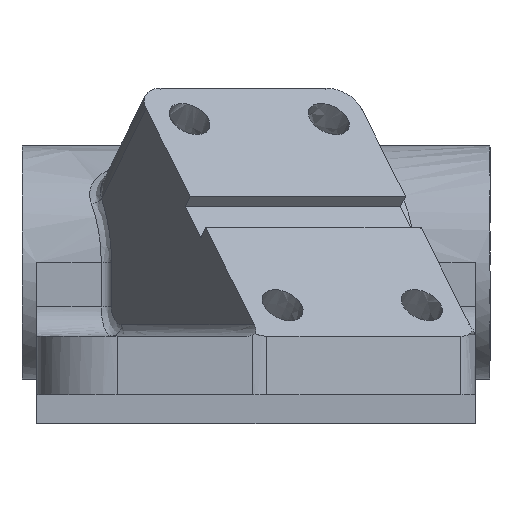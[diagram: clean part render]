
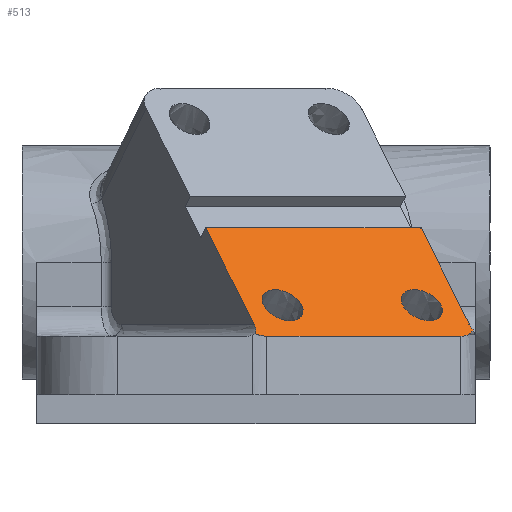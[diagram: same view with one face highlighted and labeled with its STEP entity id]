
A CAD part, front view. The second image highlights one B-rep face of the part: STEP entity #513.
In plain terms, the highlighted free-form (B-spline) face has degree [1, 1] with [2, 2] control points.
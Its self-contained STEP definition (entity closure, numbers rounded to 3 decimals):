
#513 = ADVANCED_FACE('',(#514,#528,#590),#604,.T.);
#514 = FACE_BOUND('',#515,.T.);
#515 = EDGE_LOOP('',(#516));
#516 = ORIENTED_EDGE('',*,*,#517,.T.);
#517 = EDGE_CURVE('',#518,#518,#520,.T.);
#518 = VERTEX_POINT('',#519);
#519 = CARTESIAN_POINT('',(30.839,-49.752,
    19.413));
#520 = ( BOUNDED_CURVE() B_SPLINE_CURVE(2,(#521,#522,#523,#524,#525,#526
,#527),.UNSPECIFIED.,.T.,.F.) B_SPLINE_CURVE_WITH_KNOTS((1,2,2,2,2,1),(
    -2.094,0.,2.094,4.189,6.283,
8.378),.UNSPECIFIED.) CURVE() GEOMETRIC_REPRESENTATION_ITEM() 
RATIONAL_B_SPLINE_CURVE((1.,0.5,1.,0.5,1.,0.5,1.)) REPRESENTATION_ITEM(
  '') );
#521 = CARTESIAN_POINT('',(30.839,-49.752,
    19.413));
#522 = CARTESIAN_POINT('',(24.231,-51.387,
    21.301));
#523 = CARTESIAN_POINT('',(27.535,-45.945,
    24.362));
#524 = CARTESIAN_POINT('',(30.839,-40.502,
    27.424));
#525 = CARTESIAN_POINT('',(34.143,-44.31,
    22.474));
#526 = CARTESIAN_POINT('',(37.447,-48.117,
    17.525));
#527 = CARTESIAN_POINT('',(30.839,-49.752,
    19.413));
#528 = FACE_BOUND('',#529,.T.);
#529 = EDGE_LOOP('',(#530,#539,#547,#555,#562,#570,#578,#585));
#530 = ORIENTED_EDGE('',*,*,#531,.F.);
#531 = EDGE_CURVE('',#532,#534,#536,.T.);
#532 = VERTEX_POINT('',#533);
#533 = CARTESIAN_POINT('',(-0.333,-68.815,
    18.49));
#534 = VERTEX_POINT('',#535);
#535 = CARTESIAN_POINT('',(-9.34,-53.215,
    36.504));
#536 = B_SPLINE_CURVE_WITH_KNOTS('',1,(#537,#538),.UNSPECIFIED.,.F.,.F.,
  (2,2),(-24.672,-1.25),.PIECEWISE_BEZIER_KNOTS.);
#537 = CARTESIAN_POINT('',(-0.333,-68.815,
    18.49));
#538 = CARTESIAN_POINT('',(-9.34,-53.215,
    36.504));
#539 = ORIENTED_EDGE('',*,*,#540,.F.);
#540 = EDGE_CURVE('',#541,#532,#543,.T.);
#541 = VERTEX_POINT('',#542);
#542 = CARTESIAN_POINT('',(-0.183,-70.674,
    16.805));
#543 = ( BOUNDED_CURVE() B_SPLINE_CURVE(2,(#544,#545,#546),
.UNSPECIFIED.,.F.,.F.) B_SPLINE_CURVE_WITH_KNOTS((3,3),(0.685,
1.571),.PIECEWISE_BEZIER_KNOTS.) CURVE() 
GEOMETRIC_REPRESENTATION_ITEM() RATIONAL_B_SPLINE_CURVE((1.,
0.903,1.)) REPRESENTATION_ITEM('') );
#544 = CARTESIAN_POINT('',(-0.183,-70.674,
    16.805));
#545 = CARTESIAN_POINT('',(0.183,-69.709,17.458)
  );
#546 = CARTESIAN_POINT('',(-0.333,-68.815,
    18.49));
#547 = ORIENTED_EDGE('',*,*,#548,.T.);
#548 = EDGE_CURVE('',#541,#549,#551,.T.);
#549 = VERTEX_POINT('',#550);
#550 = CARTESIAN_POINT('',(2.017,-69.97,
    16.315));
#551 = ( BOUNDED_CURVE() B_SPLINE_CURVE(2,(#552,#553,#554),
.UNSPECIFIED.,.F.,.F.) B_SPLINE_CURVE_WITH_KNOTS((3,3),(2.714,
3.142),.PIECEWISE_BEZIER_KNOTS.) CURVE() 
GEOMETRIC_REPRESENTATION_ITEM() RATIONAL_B_SPLINE_CURVE((1.,
0.977,1.)) REPRESENTATION_ITEM('') );
#552 = CARTESIAN_POINT('',(-0.183,-70.674,
    16.805));
#553 = CARTESIAN_POINT('',(0.993,-70.561,
    16.315));
#554 = CARTESIAN_POINT('',(2.017,-69.97,
    16.315));
#555 = ORIENTED_EDGE('',*,*,#556,.T.);
#556 = EDGE_CURVE('',#549,#557,#559,.T.);
#557 = VERTEX_POINT('',#558);
#558 = CARTESIAN_POINT('',(38.068,-49.156,
    16.315));
#559 = B_SPLINE_CURVE_WITH_KNOTS('',1,(#560,#561),.UNSPECIFIED.,.F.,.F.,
  (2,2),(-41.785,-3.512),.PIECEWISE_BEZIER_KNOTS.);
#560 = CARTESIAN_POINT('',(2.017,-69.97,
    16.315));
#561 = CARTESIAN_POINT('',(38.068,-49.156,
    16.315));
#562 = ORIENTED_EDGE('',*,*,#563,.T.);
#563 = EDGE_CURVE('',#557,#564,#566,.T.);
#564 = VERTEX_POINT('',#565);
#565 = CARTESIAN_POINT('',(40.407,-46.444,
    17.494));
#566 = ( BOUNDED_CURVE() B_SPLINE_CURVE(2,(#567,#568,#569),
.UNSPECIFIED.,.F.,.F.) B_SPLINE_CURVE_WITH_KNOTS((3,3),(0.,
0.671),.PIECEWISE_BEZIER_KNOTS.) CURVE() 
GEOMETRIC_REPRESENTATION_ITEM() RATIONAL_B_SPLINE_CURVE((1.,
0.944,1.)) REPRESENTATION_ITEM('') );
#567 = CARTESIAN_POINT('',(38.068,-49.156,
    16.315));
#568 = CARTESIAN_POINT('',(39.711,-48.207,
    16.315));
#569 = CARTESIAN_POINT('',(40.407,-46.444,
    17.494));
#570 = ORIENTED_EDGE('',*,*,#571,.F.);
#571 = EDGE_CURVE('',#572,#564,#574,.T.);
#572 = VERTEX_POINT('',#573);
#573 = CARTESIAN_POINT('',(39.7,-45.702,
    18.49));
#574 = ( BOUNDED_CURVE() B_SPLINE_CURVE(2,(#575,#576,#577),
.UNSPECIFIED.,.F.,.F.) B_SPLINE_CURVE_WITH_KNOTS((3,3),(1.571,
2.047),.PIECEWISE_BEZIER_KNOTS.) CURVE() 
GEOMETRIC_REPRESENTATION_ITEM() RATIONAL_B_SPLINE_CURVE((1.,
0.972,1.)) REPRESENTATION_ITEM('') );
#575 = CARTESIAN_POINT('',(39.7,-45.702,
    18.49));
#576 = CARTESIAN_POINT('',(39.964,-46.158,
    17.963));
#577 = CARTESIAN_POINT('',(40.407,-46.444,
    17.494));
#578 = ORIENTED_EDGE('',*,*,#579,.T.);
#579 = EDGE_CURVE('',#572,#580,#582,.T.);
#580 = VERTEX_POINT('',#581);
#581 = CARTESIAN_POINT('',(30.693,-30.102,
    36.504));
#582 = B_SPLINE_CURVE_WITH_KNOTS('',1,(#583,#584),.UNSPECIFIED.,.F.,.F.,
  (2,2),(-24.672,-1.25),.PIECEWISE_BEZIER_KNOTS.);
#583 = CARTESIAN_POINT('',(39.7,-45.702,
    18.49));
#584 = CARTESIAN_POINT('',(30.693,-30.102,
    36.504));
#585 = ORIENTED_EDGE('',*,*,#586,.F.);
#586 = EDGE_CURVE('',#534,#580,#587,.T.);
#587 = B_SPLINE_CURVE_WITH_KNOTS('',1,(#588,#589),.UNSPECIFIED.,.F.,.F.,
  (2,2),(31.961,74.461),.PIECEWISE_BEZIER_KNOTS.);
#588 = CARTESIAN_POINT('',(-9.34,-53.215,
    36.504));
#589 = CARTESIAN_POINT('',(30.693,-30.102,
    36.504));
#590 = FACE_BOUND('',#591,.T.);
#591 = EDGE_LOOP('',(#592));
#592 = ORIENTED_EDGE('',*,*,#593,.F.);
#593 = EDGE_CURVE('',#594,#594,#596,.T.);
#594 = VERTEX_POINT('',#595);
#595 = CARTESIAN_POINT('',(4.935,-64.708,
    19.413));
#596 = ( BOUNDED_CURVE() B_SPLINE_CURVE(2,(#597,#598,#599,#600,#601,#602
,#603),.UNSPECIFIED.,.T.,.F.) B_SPLINE_CURVE_WITH_KNOTS((1,2,2,2,2,1),(
    -2.094,0.,2.094,4.189,6.283,
8.378),.UNSPECIFIED.) CURVE() GEOMETRIC_REPRESENTATION_ITEM() 
RATIONAL_B_SPLINE_CURVE((1.,0.5,1.,0.5,1.,0.5,1.)) REPRESENTATION_ITEM(
  '') );
#597 = CARTESIAN_POINT('',(4.935,-64.708,
    19.413));
#598 = CARTESIAN_POINT('',(11.544,-63.072,
    17.525));
#599 = CARTESIAN_POINT('',(8.239,-59.265,
    22.474));
#600 = CARTESIAN_POINT('',(4.935,-55.458,
    27.424));
#601 = CARTESIAN_POINT('',(1.631,-60.9,24.362
    ));
#602 = CARTESIAN_POINT('',(-1.673,-66.343,
    21.301));
#603 = CARTESIAN_POINT('',(4.935,-64.708,
    19.413));
#604 = B_SPLINE_SURFACE_WITH_KNOTS('',1,1,(
    (#605,#606)
    ,(#607,#608
    )),.UNSPECIFIED.,.F.,.F.,.F.,(2,2),(2,2),(-18.735,
    30.16),(-34.959,5.168),
  .PIECEWISE_BEZIER_KNOTS.);
#605 = CARTESIAN_POINT('',(-9.34,-73.,
    19.369));
#606 = CARTESIAN_POINT('',(-9.34,-40.007,
    47.942));
#607 = CARTESIAN_POINT('',(40.407,-60.691,5.156
    ));
#608 = CARTESIAN_POINT('',(40.407,-27.698,
    33.728));
